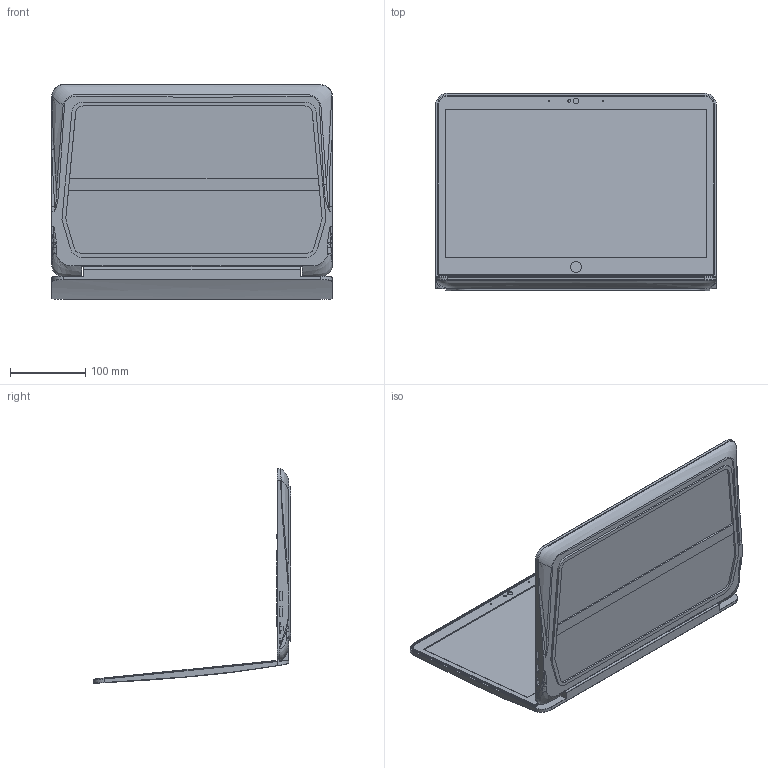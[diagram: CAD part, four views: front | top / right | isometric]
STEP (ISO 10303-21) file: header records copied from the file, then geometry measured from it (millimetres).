
FILE_DESCRIPTION (( 'STEP AP203' ), '1' );
FILE_NAME ('NOTEBOOK_LOKUM PRO.STEP', '2024-12-04T23:31:12', ( '' ), ( '' ), 'SwSTEP 2.0', 'SolidWorks 2018', '' );
FILE_SCHEMA (( 'CONFIG_CONTROL_DESIGN' ));
Length unit declared in the file: inch
Products named in the file (4): NOTEBOOK PRO.STEP; SCREEN.STEP; NOTEBOOK_LOKUM PRO; BASE.STEP
Assembly tree (3 placements, depth 3):
  NOTEBOOK_LOKUM PRO
    NOTEBOOK PRO.STEP
      BASE.STEP
      SCREEN.STEP
Bounding box: 372.11 x 261.56 x 284.35 mm (x, y, z)
Volume: 2667716 mm3; surface area: 641807 mm2
Topology: 3 solids, 3 shells, 702 faces, 1724 edges, 1137 vertices
Faces by surface type: plane 568, cylinder 98, bspline 32, cone 4
Entity records: 24986 total; most frequent: CARTESIAN_POINT 8052, ORIENTED_EDGE 3436, DIRECTION 3190, EDGE_CURVE 1718, VECTOR 1438, LINE 1438, VERTEX_POINT 1137, AXIS2_PLACEMENT_3D 876
